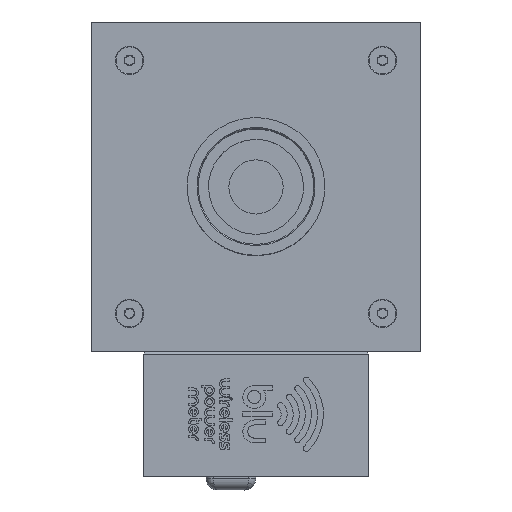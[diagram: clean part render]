
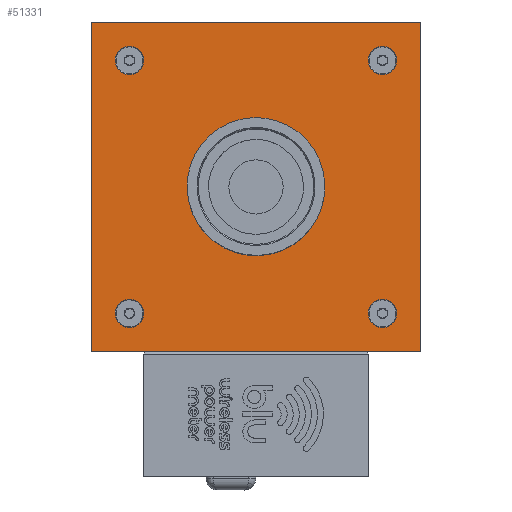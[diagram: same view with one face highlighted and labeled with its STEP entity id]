
A CAD part, top view. The second image highlights one B-rep face of the part: STEP entity #51331.
In plain terms, the highlighted planar face has unit normal (0, 0, 1).
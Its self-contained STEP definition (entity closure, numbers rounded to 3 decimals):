
#107 = CARTESIAN_POINT ( 'NONE',  ( 19.832, 40.889, 4. ) ) ;
#202 = VERTEX_POINT ( 'NONE', #2989 ) ;
#266 = ORIENTED_EDGE ( 'NONE', *, *, #48716, .T. ) ;
#371 = VECTOR ( 'NONE', #14897, 1000. ) ;
#1020 = CARTESIAN_POINT ( 'NONE',  ( -5.018, 12.889, 4. ) ) ;
#1165 = DIRECTION ( 'NONE',  ( 1., 0., 0. ) ) ;
#1392 = VERTEX_POINT ( 'NONE', #11125 ) ;
#1947 = FACE_BOUND ( 'NONE', #64572, .T. ) ;
#2451 = ORIENTED_EDGE ( 'NONE', *, *, #3199, .T. ) ;
#2987 = DIRECTION ( 'NONE',  ( 1., 0., 0. ) ) ;
#2989 = CARTESIAN_POINT ( 'NONE',  ( 31.482, -23.611, 4. ) ) ;
#3199 = EDGE_CURVE ( 'NONE', #32781, #21074, #20543, .T. ) ;
#3202 = VERTEX_POINT ( 'NONE', #60470 ) ;
#3738 = LINE ( 'NONE', #57155, #371 ) ;
#3983 = CIRCLE ( 'NONE', #60396, 3.15 ) ;
#4054 = CARTESIAN_POINT ( 'NONE',  ( 22.982, -15.111, 4. ) ) ;
#4430 = AXIS2_PLACEMENT_3D ( 'NONE', #1020, #48650, #11994 ) ;
#4480 = FACE_BOUND ( 'NONE', #46318, .T. ) ;
#4762 = DIRECTION ( 'NONE',  ( 0., 0., -1. ) ) ;
#4997 = ORIENTED_EDGE ( 'NONE', *, *, #14362, .F. ) ;
#5551 = ORIENTED_EDGE ( 'NONE', *, *, #31080, .F. ) ;
#5746 = VERTEX_POINT ( 'NONE', #31867 ) ;
#5782 = VERTEX_POINT ( 'NONE', #36310 ) ;
#6011 = EDGE_LOOP ( 'NONE', ( #14821, #42945 ) ) ;
#6318 = CARTESIAN_POINT ( 'NONE',  ( 22.982, 40.889, 4. ) ) ;
#6460 = VECTOR ( 'NONE', #9197, 1000. ) ;
#6776 = AXIS2_PLACEMENT_3D ( 'NONE', #39364, #50467, #55841 ) ;
#9197 = DIRECTION ( 'NONE',  ( 0., 1., 0. ) ) ;
#9476 = EDGE_CURVE ( 'NONE', #42835, #1392, #10382, .T. ) ;
#10313 = FACE_BOUND ( 'NONE', #30397, .T. ) ;
#10382 = CIRCLE ( 'NONE', #59621, 3.15 ) ;
#10881 = VERTEX_POINT ( 'NONE', #61587 ) ;
#11125 = CARTESIAN_POINT ( 'NONE',  ( 26.132, 40.889, 4. ) ) ;
#11660 = EDGE_CURVE ( 'NONE', #202, #39843, #66560, .T. ) ;
#11994 = DIRECTION ( 'NONE',  ( 1., 0., 0. ) ) ;
#12156 = CIRCLE ( 'NONE', #34568, 13.05 ) ;
#12643 = ORIENTED_EDGE ( 'NONE', *, *, #34166, .F. ) ;
#12920 = CARTESIAN_POINT ( 'NONE',  ( -29.868, -15.111, 4. ) ) ;
#13163 = ORIENTED_EDGE ( 'NONE', *, *, #25928, .F. ) ;
#14362 = EDGE_CURVE ( 'NONE', #5782, #49007, #60810, .T. ) ;
#14398 = VERTEX_POINT ( 'NONE', #12920 ) ;
#14780 = DIRECTION ( 'NONE',  ( 1., 0., 0. ) ) ;
#14821 = ORIENTED_EDGE ( 'NONE', *, *, #32899, .F. ) ;
#14827 = AXIS2_PLACEMENT_3D ( 'NONE', #18576, #65657, #33770 ) ;
#14897 = DIRECTION ( 'NONE',  ( -1., 0., 0. ) ) ;
#15930 = VECTOR ( 'NONE', #54483, 1000. ) ;
#15975 = CARTESIAN_POINT ( 'NONE',  ( -41.518, 49.389, 4. ) ) ;
#16835 = DIRECTION ( 'NONE',  ( 0., 0., 1. ) ) ;
#17054 = CIRCLE ( 'NONE', #27042, 3.15 ) ;
#17190 = VERTEX_POINT ( 'NONE', #19660 ) ;
#17646 = EDGE_CURVE ( 'NONE', #17190, #3202, #29599, .T. ) ;
#18576 = CARTESIAN_POINT ( 'NONE',  ( -41.518, -23.611, 4. ) ) ;
#18966 = CIRCLE ( 'NONE', #35083, 3.15 ) ;
#19660 = CARTESIAN_POINT ( 'NONE',  ( -18.068, 12.889, 4. ) ) ;
#20543 = LINE ( 'NONE', #65352, #58079 ) ;
#20972 = DIRECTION ( 'NONE',  ( 1., 0., 0. ) ) ;
#21074 = VERTEX_POINT ( 'NONE', #47264 ) ;
#21428 = DIRECTION ( 'NONE',  ( 0., 0., 1. ) ) ;
#24492 = FACE_BOUND ( 'NONE', #6011, .T. ) ;
#25928 = EDGE_CURVE ( 'NONE', #10881, #47778, #3983, .T. ) ;
#26618 = EDGE_CURVE ( 'NONE', #5746, #14398, #41412, .T. ) ;
#26628 = EDGE_CURVE ( 'NONE', #3202, #17190, #12156, .T. ) ;
#26745 = CARTESIAN_POINT ( 'NONE',  ( -33.018, -15.111, 4. ) ) ;
#27042 = AXIS2_PLACEMENT_3D ( 'NONE', #4054, #52087, #57492 ) ;
#27670 = CARTESIAN_POINT ( 'NONE',  ( -33.018, 40.889, 4. ) ) ;
#27939 = EDGE_CURVE ( 'NONE', #49007, #5782, #17054, .T. ) ;
#29011 = ORIENTED_EDGE ( 'NONE', *, *, #46824, .T. ) ;
#29599 = CIRCLE ( 'NONE', #4430, 13.05 ) ;
#29645 = AXIS2_PLACEMENT_3D ( 'NONE', #52092, #46807, #68433 ) ;
#30397 = EDGE_LOOP ( 'NONE', ( #12643, #13163 ) ) ;
#31062 = CIRCLE ( 'NONE', #56271, 3.15 ) ;
#31080 = EDGE_CURVE ( 'NONE', #1392, #42835, #31062, .T. ) ;
#31867 = CARTESIAN_POINT ( 'NONE',  ( -36.168, -15.111, 4. ) ) ;
#32667 = CARTESIAN_POINT ( 'NONE',  ( 19.832, -15.111, 4. ) ) ;
#32781 = VERTEX_POINT ( 'NONE', #15975 ) ;
#32899 = EDGE_CURVE ( 'NONE', #14398, #5746, #18966, .T. ) ;
#33573 = DIRECTION ( 'NONE',  ( 0., 0., 1. ) ) ;
#33770 = DIRECTION ( 'NONE',  ( 1., 0., 0. ) ) ;
#33821 = EDGE_LOOP ( 'NONE', ( #2451, #266, #59450, #29011 ) ) ;
#34166 = EDGE_CURVE ( 'NONE', #47778, #10881, #55701, .T. ) ;
#34568 = AXIS2_PLACEMENT_3D ( 'NONE', #47489, #4762, #14780 ) ;
#34790 = AXIS2_PLACEMENT_3D ( 'NONE', #27670, #33573, #38727 ) ;
#35083 = AXIS2_PLACEMENT_3D ( 'NONE', #26745, #21428, #58744 ) ;
#36310 = CARTESIAN_POINT ( 'NONE',  ( 26.132, -15.111, 4. ) ) ;
#37069 = FACE_BOUND ( 'NONE', #68241, .T. ) ;
#38727 = DIRECTION ( 'NONE',  ( 1., 0., 0. ) ) ;
#39364 = CARTESIAN_POINT ( 'NONE',  ( 22.982, -15.111, 4. ) ) ;
#39843 = VERTEX_POINT ( 'NONE', #56592 ) ;
#41412 = CIRCLE ( 'NONE', #29645, 3.15 ) ;
#42835 = VERTEX_POINT ( 'NONE', #107 ) ;
#42945 = ORIENTED_EDGE ( 'NONE', *, *, #26618, .F. ) ;
#45472 = FACE_OUTER_BOUND ( 'NONE', #33821, .T. ) ;
#46318 = EDGE_LOOP ( 'NONE', ( #5551, #60035 ) ) ;
#46807 = DIRECTION ( 'NONE',  ( 0., 0., 1. ) ) ;
#46824 = EDGE_CURVE ( 'NONE', #39843, #32781, #3738, .T. ) ;
#47264 = CARTESIAN_POINT ( 'NONE',  ( -41.518, -23.611, 4. ) ) ;
#47489 = CARTESIAN_POINT ( 'NONE',  ( -5.018, 12.889, 4. ) ) ;
#47778 = VERTEX_POINT ( 'NONE', #62477 ) ;
#48650 = DIRECTION ( 'NONE',  ( 0., 0., -1. ) ) ;
#48683 = ORIENTED_EDGE ( 'NONE', *, *, #17646, .T. ) ;
#48716 = EDGE_CURVE ( 'NONE', #21074, #202, #58504, .T. ) ;
#49007 = VERTEX_POINT ( 'NONE', #32667 ) ;
#50467 = DIRECTION ( 'NONE',  ( 0., 0., 1. ) ) ;
#51331 = ADVANCED_FACE ( 'NONE', ( #1947, #10313, #4480, #24492, #37069, #45472 ), #55400, .T. ) ;
#52071 = CARTESIAN_POINT ( 'NONE',  ( 31.482, 49.389, 4. ) ) ;
#52087 = DIRECTION ( 'NONE',  ( 0., 0., 1. ) ) ;
#52092 = CARTESIAN_POINT ( 'NONE',  ( -33.018, -15.111, 4. ) ) ;
#54483 = DIRECTION ( 'NONE',  ( 1., 0., 0. ) ) ;
#54864 = DIRECTION ( 'NONE',  ( 0., -1., 0. ) ) ;
#55400 = PLANE ( 'NONE',  #14827 ) ;
#55701 = CIRCLE ( 'NONE', #34790, 3.15 ) ;
#55841 = DIRECTION ( 'NONE',  ( 1., 0., 0. ) ) ;
#56271 = AXIS2_PLACEMENT_3D ( 'NONE', #57390, #62973, #20972 ) ;
#56592 = CARTESIAN_POINT ( 'NONE',  ( 31.482, 49.389, 4. ) ) ;
#56639 = CARTESIAN_POINT ( 'NONE',  ( -33.018, 40.889, 4. ) ) ;
#57155 = CARTESIAN_POINT ( 'NONE',  ( -41.518, 49.389, 4. ) ) ;
#57390 = CARTESIAN_POINT ( 'NONE',  ( 22.982, 40.889, 4. ) ) ;
#57492 = DIRECTION ( 'NONE',  ( 1., 0., 0. ) ) ;
#57557 = ORIENTED_EDGE ( 'NONE', *, *, #26628, .T. ) ;
#58079 = VECTOR ( 'NONE', #54864, 1000. ) ;
#58504 = LINE ( 'NONE', #69155, #15930 ) ;
#58744 = DIRECTION ( 'NONE',  ( 1., 0., 0. ) ) ;
#58951 = ORIENTED_EDGE ( 'NONE', *, *, #27939, .F. ) ;
#59450 = ORIENTED_EDGE ( 'NONE', *, *, #11660, .T. ) ;
#59621 = AXIS2_PLACEMENT_3D ( 'NONE', #6318, #16835, #1165 ) ;
#60035 = ORIENTED_EDGE ( 'NONE', *, *, #9476, .F. ) ;
#60396 = AXIS2_PLACEMENT_3D ( 'NONE', #56639, #61534, #2987 ) ;
#60470 = CARTESIAN_POINT ( 'NONE',  ( 8.032, 12.889, 4. ) ) ;
#60810 = CIRCLE ( 'NONE', #6776, 3.15 ) ;
#61534 = DIRECTION ( 'NONE',  ( 0., 0., 1. ) ) ;
#61587 = CARTESIAN_POINT ( 'NONE',  ( -36.168, 40.889, 4. ) ) ;
#62477 = CARTESIAN_POINT ( 'NONE',  ( -29.868, 40.889, 4. ) ) ;
#62973 = DIRECTION ( 'NONE',  ( 0., 0., 1. ) ) ;
#64572 = EDGE_LOOP ( 'NONE', ( #57557, #48683 ) ) ;
#65352 = CARTESIAN_POINT ( 'NONE',  ( -41.518, 49.389, 4. ) ) ;
#65657 = DIRECTION ( 'NONE',  ( 0., 0., 1. ) ) ;
#66560 = LINE ( 'NONE', #52071, #6460 ) ;
#68241 = EDGE_LOOP ( 'NONE', ( #4997, #58951 ) ) ;
#68433 = DIRECTION ( 'NONE',  ( 1., 0., 0. ) ) ;
#69155 = CARTESIAN_POINT ( 'NONE',  ( -41.518, -23.611, 4. ) ) ;
